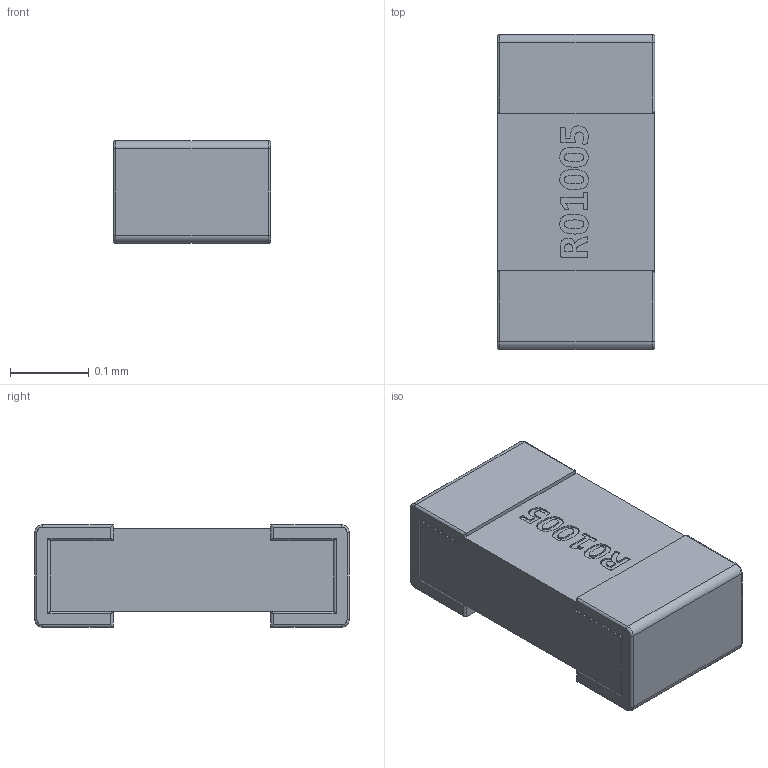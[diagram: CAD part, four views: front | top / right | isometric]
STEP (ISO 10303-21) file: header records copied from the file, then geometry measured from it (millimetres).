
FILE_DESCRIPTION(/* description */ (''),/* implementation_level */ '2;1');
FILE_NAME(/* name */ 'R01005 v2.step',/* time_stamp */ '2023-02-19T15:22:26-05:00',/* author */ (''),/* organization */ (''),/* preprocessor_version */ 'ST-DEVELOPER v19',/* originating_system */ 'Autodesk Translation Framework v11.7.0.108',/* authorisation */ '');
FILE_SCHEMA (('AUTOMOTIVE_DESIGN { 1 0 10303 214 3 1 1 }'));
Length unit declared in the file: millimetre
Products named in the file (1): R01005
Bounding box: 0.2 x 0.4 x 0.13 mm (x, y, z)
Volume: 0 mm3; surface area: 0.3 mm2
Topology: 1 solids, 1 shells, 163 faces, 409 edges, 258 vertices
Faces by surface type: plane 60, bspline 59, cylinder 36, torus 8
Entity records: 8168 total; most frequent: CARTESIAN_POINT 4510, ORIENTED_EDGE 818, DIRECTION 509, EDGE_CURVE 409, VERTEX_POINT 258, LINE 235, VECTOR 235, EDGE_LOOP 173
